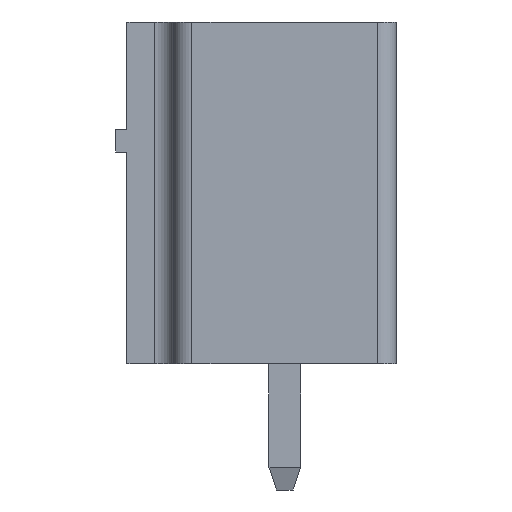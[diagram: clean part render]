
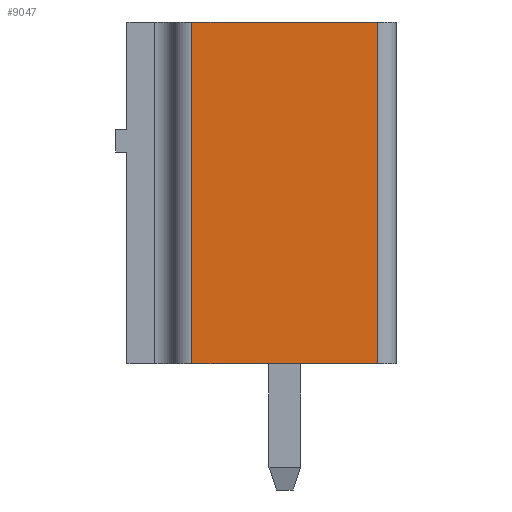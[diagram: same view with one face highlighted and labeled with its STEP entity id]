
A CAD part, left-side view. The second image highlights one B-rep face of the part: STEP entity #9047.
In plain terms, the highlighted planar face has unit normal (-1, 0, 0).
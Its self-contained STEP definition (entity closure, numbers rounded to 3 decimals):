
#44 = PLANE('',#45);
#45 = AXIS2_PLACEMENT_3D('',#46,#47,#48);
#46 = CARTESIAN_POINT('',(-7.1,-3.,0.));
#47 = DIRECTION('',(0.,0.,-1.));
#48 = DIRECTION('',(-1.,0.,0.));
#72 = CYLINDRICAL_SURFACE('',#73,0.5);
#73 = AXIS2_PLACEMENT_3D('',#74,#75,#76);
#74 = CARTESIAN_POINT('',(-6.6,-2.5,0.));
#75 = DIRECTION('',(0.,0.,1.));
#76 = DIRECTION('',(0.,-1.,0.));
#100 = PLANE('',#101);
#101 = AXIS2_PLACEMENT_3D('',#102,#103,#104);
#102 = CARTESIAN_POINT('',(-7.1,-3.,9.2));
#103 = DIRECTION('',(0.,0.,-1.));
#104 = DIRECTION('',(-1.,0.,0.));
#143 = VERTEX_POINT('',#144);
#144 = CARTESIAN_POINT('',(-7.1,-2.5,0.));
#166 = EDGE_CURVE('',#167,#143,#169,.T.);
#167 = VERTEX_POINT('',#168);
#168 = CARTESIAN_POINT('',(-7.1,2.5,0.));
#169 = SURFACE_CURVE('',#170,(#174,#181),.PCURVE_S1.);
#170 = LINE('',#171,#172);
#171 = CARTESIAN_POINT('',(-7.1,3.,0.));
#172 = VECTOR('',#173,1.);
#173 = DIRECTION('',(0.,-1.,0.));
#174 = PCURVE('',#44,#175);
#175 = DEFINITIONAL_REPRESENTATION('',(#176),#180);
#176 = LINE('',#177,#178);
#177 = CARTESIAN_POINT('',(0.,6.));
#178 = VECTOR('',#179,1.);
#179 = DIRECTION('',(0.,-1.));
#180 = ( GEOMETRIC_REPRESENTATION_CONTEXT(2)
PARAMETRIC_REPRESENTATION_CONTEXT() REPRESENTATION_CONTEXT('2D SPACE',''
) );
#181 = PCURVE('',#182,#187);
#182 = PLANE('',#183);
#183 = AXIS2_PLACEMENT_3D('',#184,#185,#186);
#184 = CARTESIAN_POINT('',(-7.1,3.,0.));
#185 = DIRECTION('',(1.,0.,0.));
#186 = DIRECTION('',(0.,-1.,0.));
#187 = DEFINITIONAL_REPRESENTATION('',(#188),#192);
#188 = LINE('',#189,#190);
#189 = CARTESIAN_POINT('',(0.,0.));
#190 = VECTOR('',#191,1.);
#191 = DIRECTION('',(1.,0.));
#192 = ( GEOMETRIC_REPRESENTATION_CONTEXT(2)
PARAMETRIC_REPRESENTATION_CONTEXT() REPRESENTATION_CONTEXT('2D SPACE',''
) );
#215 = CYLINDRICAL_SURFACE('',#216,0.5);
#216 = AXIS2_PLACEMENT_3D('',#217,#218,#219);
#217 = CARTESIAN_POINT('',(-6.6,2.5,0.));
#218 = DIRECTION('',(0.,0.,1.));
#219 = DIRECTION('',(0.,1.,0.));
#2212 = EDGE_CURVE('',#143,#2213,#2215,.T.);
#2213 = VERTEX_POINT('',#2214);
#2214 = CARTESIAN_POINT('',(-7.1,-2.5,9.2));
#2215 = SURFACE_CURVE('',#2216,(#2220,#2227),.PCURVE_S1.);
#2216 = LINE('',#2217,#2218);
#2217 = CARTESIAN_POINT('',(-7.1,-2.5,0.));
#2218 = VECTOR('',#2219,1.);
#2219 = DIRECTION('',(0.,0.,1.));
#2220 = PCURVE('',#72,#2221);
#2221 = DEFINITIONAL_REPRESENTATION('',(#2222),#2226);
#2222 = LINE('',#2223,#2224);
#2223 = CARTESIAN_POINT('',(-1.571,0.));
#2224 = VECTOR('',#2225,1.);
#2225 = DIRECTION('',(0.,1.));
#2226 = ( GEOMETRIC_REPRESENTATION_CONTEXT(2)
PARAMETRIC_REPRESENTATION_CONTEXT() REPRESENTATION_CONTEXT('2D SPACE',''
) );
#2227 = PCURVE('',#182,#2228);
#2228 = DEFINITIONAL_REPRESENTATION('',(#2229),#2233);
#2229 = LINE('',#2230,#2231);
#2230 = CARTESIAN_POINT('',(5.5,0.));
#2231 = VECTOR('',#2232,1.);
#2232 = DIRECTION('',(0.,-1.));
#2233 = ( GEOMETRIC_REPRESENTATION_CONTEXT(2)
PARAMETRIC_REPRESENTATION_CONTEXT() REPRESENTATION_CONTEXT('2D SPACE',''
) );
#2317 = EDGE_CURVE('',#2318,#2213,#2320,.T.);
#2318 = VERTEX_POINT('',#2319);
#2319 = CARTESIAN_POINT('',(-7.1,2.5,9.2));
#2320 = SURFACE_CURVE('',#2321,(#2325,#2332),.PCURVE_S1.);
#2321 = LINE('',#2322,#2323);
#2322 = CARTESIAN_POINT('',(-7.1,3.,9.2));
#2323 = VECTOR('',#2324,1.);
#2324 = DIRECTION('',(0.,-1.,0.));
#2325 = PCURVE('',#100,#2326);
#2326 = DEFINITIONAL_REPRESENTATION('',(#2327),#2331);
#2327 = LINE('',#2328,#2329);
#2328 = CARTESIAN_POINT('',(0.,6.));
#2329 = VECTOR('',#2330,1.);
#2330 = DIRECTION('',(0.,-1.));
#2331 = ( GEOMETRIC_REPRESENTATION_CONTEXT(2)
PARAMETRIC_REPRESENTATION_CONTEXT() REPRESENTATION_CONTEXT('2D SPACE',''
) );
#2332 = PCURVE('',#182,#2333);
#2333 = DEFINITIONAL_REPRESENTATION('',(#2334),#2338);
#2334 = LINE('',#2335,#2336);
#2335 = CARTESIAN_POINT('',(0.,-9.2));
#2336 = VECTOR('',#2337,1.);
#2337 = DIRECTION('',(1.,0.));
#2338 = ( GEOMETRIC_REPRESENTATION_CONTEXT(2)
PARAMETRIC_REPRESENTATION_CONTEXT() REPRESENTATION_CONTEXT('2D SPACE',''
) );
#9047 = ADVANCED_FACE('',(#9048),#182,.F.);
#9048 = FACE_BOUND('',#9049,.F.);
#9049 = EDGE_LOOP('',(#9050,#9051,#9072,#9073));
#9050 = ORIENTED_EDGE('',*,*,#166,.F.);
#9051 = ORIENTED_EDGE('',*,*,#9052,.T.);
#9052 = EDGE_CURVE('',#167,#2318,#9053,.T.);
#9053 = SURFACE_CURVE('',#9054,(#9058,#9065),.PCURVE_S1.);
#9054 = LINE('',#9055,#9056);
#9055 = CARTESIAN_POINT('',(-7.1,2.5,0.));
#9056 = VECTOR('',#9057,1.);
#9057 = DIRECTION('',(0.,0.,1.));
#9058 = PCURVE('',#182,#9059);
#9059 = DEFINITIONAL_REPRESENTATION('',(#9060),#9064);
#9060 = LINE('',#9061,#9062);
#9061 = CARTESIAN_POINT('',(0.5,0.));
#9062 = VECTOR('',#9063,1.);
#9063 = DIRECTION('',(0.,-1.));
#9064 = ( GEOMETRIC_REPRESENTATION_CONTEXT(2)
PARAMETRIC_REPRESENTATION_CONTEXT() REPRESENTATION_CONTEXT('2D SPACE',''
) );
#9065 = PCURVE('',#215,#9066);
#9066 = DEFINITIONAL_REPRESENTATION('',(#9067),#9071);
#9067 = LINE('',#9068,#9069);
#9068 = CARTESIAN_POINT('',(1.571,0.));
#9069 = VECTOR('',#9070,1.);
#9070 = DIRECTION('',(0.,1.));
#9071 = ( GEOMETRIC_REPRESENTATION_CONTEXT(2)
PARAMETRIC_REPRESENTATION_CONTEXT() REPRESENTATION_CONTEXT('2D SPACE',''
) );
#9072 = ORIENTED_EDGE('',*,*,#2317,.T.);
#9073 = ORIENTED_EDGE('',*,*,#2212,.F.);
